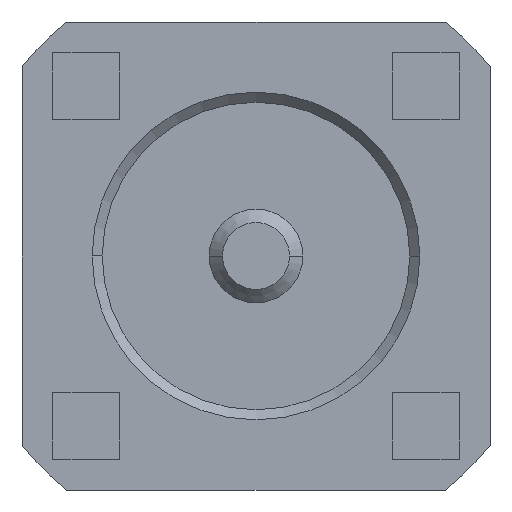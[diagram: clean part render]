
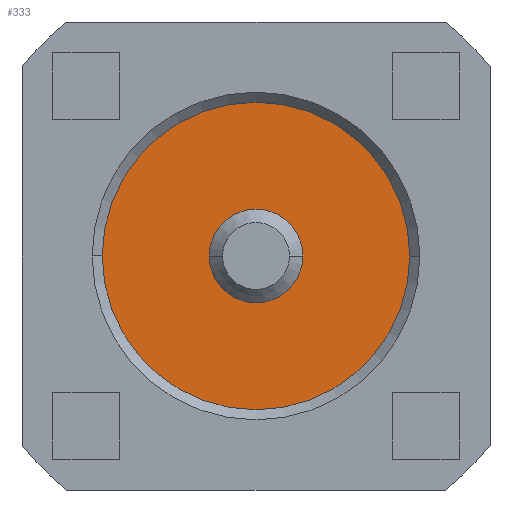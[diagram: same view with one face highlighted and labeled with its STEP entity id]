
A CAD part, front view. The second image highlights one B-rep face of the part: STEP entity #333.
In plain terms, the highlighted planar face has unit normal (0, -1, 0).
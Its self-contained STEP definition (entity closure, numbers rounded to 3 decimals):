
#25 = ORIENTED_EDGE ( 'NONE', *, *, #922, .F. ) ;
#112 = DIRECTION ( 'NONE',  ( 0., 0., 1. ) ) ;
#292 = CARTESIAN_POINT ( 'NONE',  ( 0., 0., 0.35 ) ) ;
#333 = ADVANCED_FACE ( 'NONE', ( #343, #1687 ), #1797, .F. ) ;
#343 = FACE_OUTER_BOUND ( 'NONE', #729, .T. ) ;
#610 = CARTESIAN_POINT ( 'NONE',  ( 0., 0., 0. ) ) ;
#624 = CIRCLE ( 'NONE', #2006, 1.15 ) ;
#703 = EDGE_CURVE ( 'NONE', #1041, #880, #993, .T. ) ;
#729 = EDGE_LOOP ( 'NONE', ( #25, #933 ) ) ;
#749 = CIRCLE ( 'NONE', #1960, 1.15 ) ;
#789 = DIRECTION ( 'NONE',  ( 0., 1., 0. ) ) ;
#802 = CARTESIAN_POINT ( 'NONE',  ( 0., 0., -1.15 ) ) ;
#880 = VERTEX_POINT ( 'NONE', #292 ) ;
#922 = EDGE_CURVE ( 'NONE', #1655, #1574, #624, .T. ) ;
#933 = ORIENTED_EDGE ( 'NONE', *, *, #1750, .F. ) ;
#950 = AXIS2_PLACEMENT_3D ( 'NONE', #1762, #1471, #112 ) ;
#993 = CIRCLE ( 'NONE', #2035, 0.35 ) ;
#1010 = DIRECTION ( 'NONE',  ( 0., 0., -1. ) ) ;
#1041 = VERTEX_POINT ( 'NONE', #1661 ) ;
#1141 = CIRCLE ( 'NONE', #1625, 0.35 ) ;
#1179 = CARTESIAN_POINT ( 'NONE',  ( 0., 0., 0. ) ) ;
#1461 = DIRECTION ( 'NONE',  ( 0., 0., -1. ) ) ;
#1471 = DIRECTION ( 'NONE',  ( 0., 1., 0. ) ) ;
#1494 = ORIENTED_EDGE ( 'NONE', *, *, #703, .F. ) ;
#1509 = CARTESIAN_POINT ( 'NONE',  ( 0., 0., 1.15 ) ) ;
#1574 = VERTEX_POINT ( 'NONE', #1509 ) ;
#1622 = DIRECTION ( 'NONE',  ( 0., 0., -1. ) ) ;
#1625 = AXIS2_PLACEMENT_3D ( 'NONE', #1881, #1902, #1923 ) ;
#1655 = VERTEX_POINT ( 'NONE', #802 ) ;
#1661 = CARTESIAN_POINT ( 'NONE',  ( 0., 0., -0.35 ) ) ;
#1687 = FACE_BOUND ( 'NONE', #2010, .T. ) ;
#1718 = EDGE_CURVE ( 'NONE', #880, #1041, #1141, .T. ) ;
#1723 = CARTESIAN_POINT ( 'NONE',  ( 0., 0., 0. ) ) ;
#1741 = DIRECTION ( 'NONE',  ( 0., 1., 0. ) ) ;
#1750 = EDGE_CURVE ( 'NONE', #1574, #1655, #749, .T. ) ;
#1762 = CARTESIAN_POINT ( 'NONE',  ( 1.15, 0., 0. ) ) ;
#1797 = PLANE ( 'NONE',  #950 ) ;
#1827 = ORIENTED_EDGE ( 'NONE', *, *, #1718, .F. ) ;
#1881 = CARTESIAN_POINT ( 'NONE',  ( 0., 0., 0. ) ) ;
#1902 = DIRECTION ( 'NONE',  ( 0., -1., 0. ) ) ;
#1923 = DIRECTION ( 'NONE',  ( 0., 0., -1. ) ) ;
#1960 = AXIS2_PLACEMENT_3D ( 'NONE', #1723, #1741, #1622 ) ;
#2006 = AXIS2_PLACEMENT_3D ( 'NONE', #610, #789, #1461 ) ;
#2010 = EDGE_LOOP ( 'NONE', ( #1494, #1827 ) ) ;
#2035 = AXIS2_PLACEMENT_3D ( 'NONE', #1179, #2193, #1010 ) ;
#2193 = DIRECTION ( 'NONE',  ( 0., -1., 0. ) ) ;
